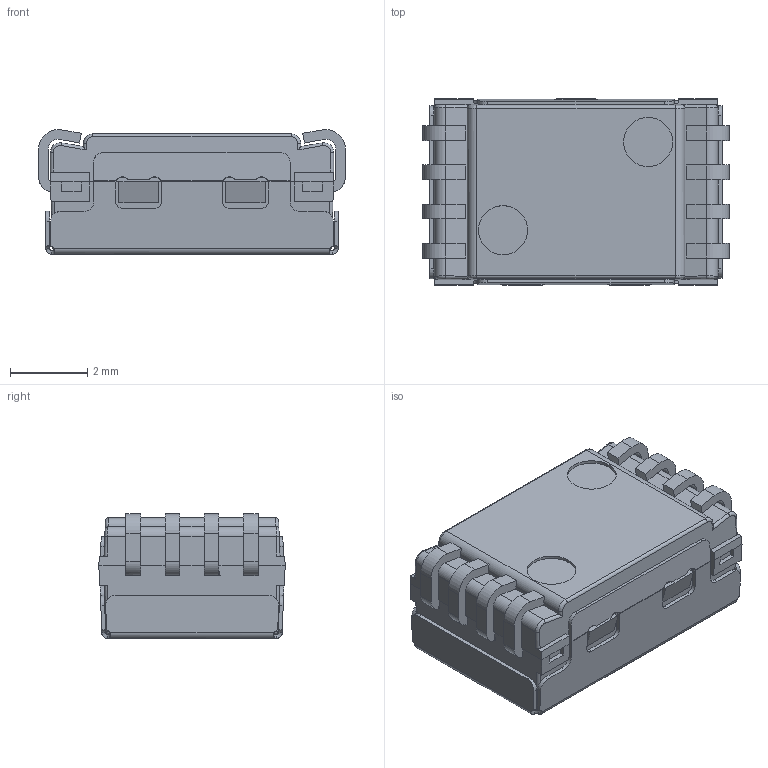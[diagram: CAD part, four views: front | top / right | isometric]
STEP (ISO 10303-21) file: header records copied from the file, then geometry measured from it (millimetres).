
FILE_DESCRIPTION((''),'2;1');
FILE_NAME('9903-J (A).stp','2012-09-18T08:47:28',('odafonseca'),(''),'Autodesk Inventor 2011','Autodesk Inventor 2011','');
FILE_SCHEMA(('AUTOMOTIVE_DESIGN { 1 0 10303 214 1 1 1 1 }'));
Length unit declared in the file: inch
Products named in the file (1): 9903-J (A)
Bounding box: 7.95 x 4.83 x 3.24 mm (x, y, z)
Volume: 106 mm3; surface area: 252.2 mm2
Topology: 1 solids, 3 shells, 603 faces, 1655 edges, 1076 vertices
Faces by surface type: plane 284, bspline 188, cylinder 127, sphere 4
Full cylindrical faces by diameter (mm): 0.889 x1, 1.27 x2, 1.999 x2
Entity records: 22591 total; most frequent: CARTESIAN_POINT 7772, ORIENTED_EDGE 3292, DIRECTION 2328, EDGE_CURVE 1646, VERTEX_POINT 1076, VECTOR 1028, LINE 1028, AXIS2_PLACEMENT_3D 650
